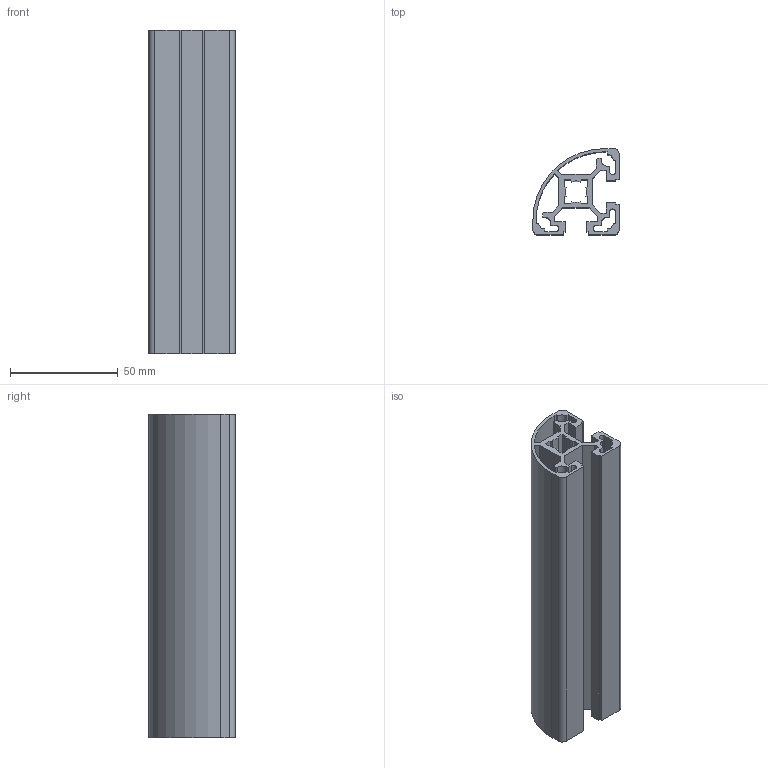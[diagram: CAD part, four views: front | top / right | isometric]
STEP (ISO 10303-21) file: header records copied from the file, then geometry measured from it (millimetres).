
FILE_DESCRIPTION (( 'STEP AP203' ), '1' );
FILE_NAME ('AL-PS-4040R-A Àëþìèíèåâûé êîíñòðóêöèîííûé ïðîôèëü 40õ40R àíîäèðîâàííûé.STEP', '2023-11-16T05:39:27', ( '' ), ( '' ), 'SwSTEP 2.0', 'SolidWorks 2021', '' );
FILE_SCHEMA (( 'CONFIG_CONTROL_DESIGN' ));
Length unit declared in the file: millimetre
Products named in the file (1): AL-PS-4040R-A Àëþìèíèåâûé êîíñòðóêöèîííûé ïðîôèëü 40õ40R àíîäèðîâàííûé
Bounding box: 40 x 40 x 150 mm (x, y, z)
Volume: 73410.5 mm3; surface area: 70340.6 mm2
Topology: 1 solids, 1 shells, 108 faces, 318 edges, 212 vertices
Faces by surface type: plane 78, cylinder 30
Entity records: 3675 total; most frequent: CARTESIAN_POINT 639, ORIENTED_EDGE 636, DIRECTION 596, EDGE_CURVE 318, LINE 258, VECTOR 258, VERTEX_POINT 212, AXIS2_PLACEMENT_3D 169
